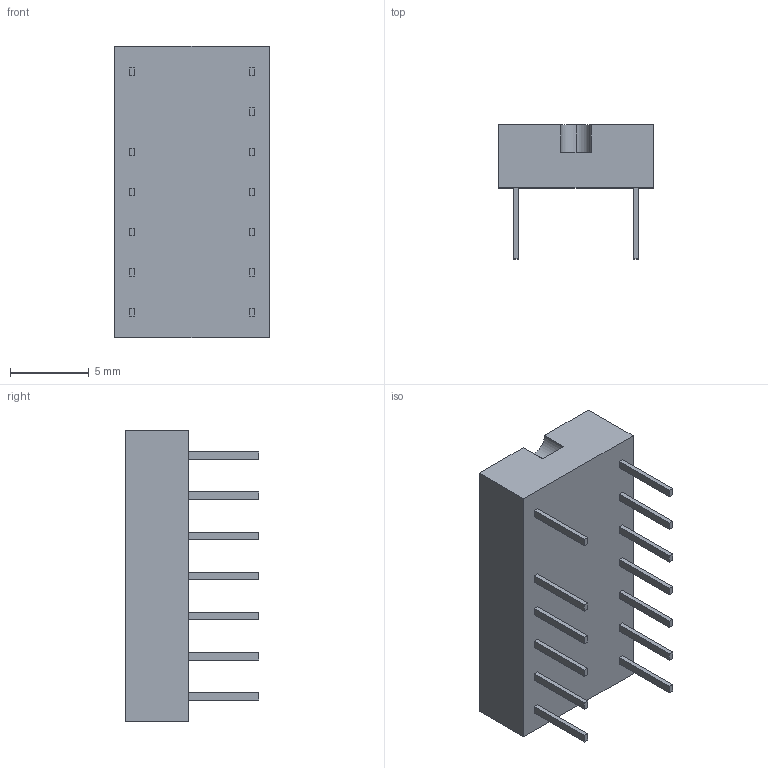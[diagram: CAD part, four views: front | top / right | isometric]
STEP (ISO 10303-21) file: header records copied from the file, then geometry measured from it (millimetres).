
FILE_DESCRIPTION (( 'STEP AP214' ), '1' );
FILE_NAME ('LTP-305G.STEP', '2020-03-16T21:00:57', ( '' ), ( '' ), 'SwSTEP 2.0', 'SolidWorks 2017', '' );
FILE_SCHEMA (( 'AUTOMOTIVE_DESIGN' ));
Length unit declared in the file: millimetre
Products named in the file (1): LTP-305G
Bounding box: 9.8 x 8.5 x 18.5 mm (x, y, z)
Volume: 726.5 mm3; surface area: 736.6 mm2
Topology: 51 solids, 51 shells, 514 faces, 1125 edges, 750 vertices
Faces by surface type: plane 510, cylinder 4
Entity records: 14261 total; most frequent: CARTESIAN_POINT 2390, ORIENTED_EDGE 2250, DIRECTION 2163, EDGE_CURVE 1125, LINE 1117, VECTOR 1117, VERTEX_POINT 750, EDGE_LOOP 551
